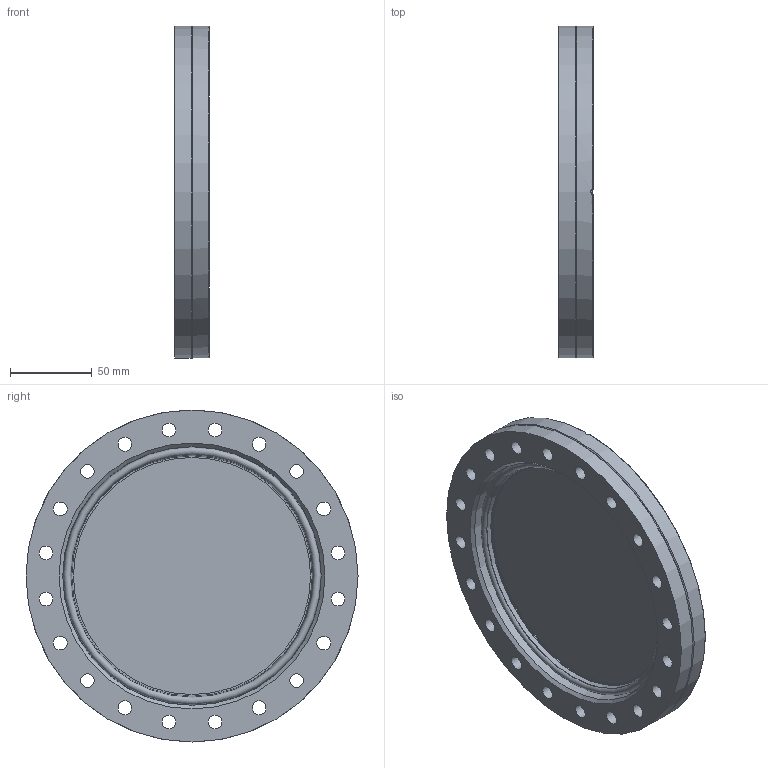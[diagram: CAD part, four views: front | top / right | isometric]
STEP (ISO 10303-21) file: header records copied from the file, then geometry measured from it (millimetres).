
FILE_DESCRIPTION (( 'STEP AP214' ), '1' );
FILE_NAME ('HK1CF160FULLVAC.STEP', '2025-05-21T12:20:35', ( '' ), ( '' ), 'SwSTEP 2.0', 'SolidWorks 2017', '' );
FILE_SCHEMA (( 'AUTOMOTIVE_DESIGN' ));
Length unit declared in the file: millimetre
Products named in the file (1): HK1CF160FULLVAC
Bounding box: 21 x 203.2 x 203.2 mm (x, y, z)
Volume: 344675.5 mm3; surface area: 117457.2 mm2
Topology: 2 solids, 2 shells, 92 faces, 271 edges, 168 vertices
Faces by surface type: cylinder 39, torus 32, plane 11, cone 10
Full cylindrical faces by diameter (mm): 8.4 x20, 139.2 x1, 141.8 x1, 145.2 x1, 147.2 x1, 147.8 x1, 158.7 x1, 159.6 x1, 203.2 x2
Entity records: 2608 total; most frequent: CARTESIAN_POINT 519, DIRECTION 446, ORIENTED_EDGE 316, AXIS2_PLACEMENT_3D 219, EDGE_LOOP 186, EDGE_CURVE 158, FACE_OUTER_BOUND 149, CIRCLE 126
